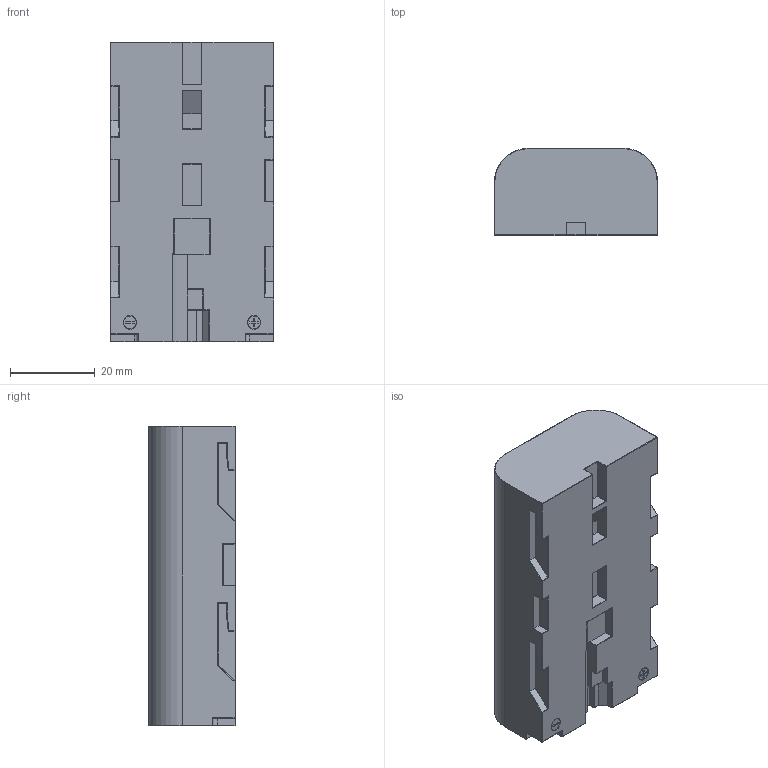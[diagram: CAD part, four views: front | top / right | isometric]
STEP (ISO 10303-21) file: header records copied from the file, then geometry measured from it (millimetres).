
FILE_DESCRIPTION(/* description */ (''),/* implementation_level */ '2;1');
FILE_NAME(/* name */ '5fcf324f5a8461160d5ac810',/* time_stamp */ '2020-12-08T07:59:12+00:00',/* author */ (''),/* organization */ (''),/* preprocessor_version */ 'ST-DEVELOPER v16.7',/* originating_system */ $,/* authorisation */ $);
FILE_SCHEMA (('AUTOMOTIVE_DESIGN {1 0 10303 214 3 1 1}'));
Length unit declared in the file: metre
Products named in the file (1): NP-F970
Bounding box: 38.5 x 20.5 x 70.7 mm (x, y, z)
Volume: 51565.7 mm3; surface area: 10180.1 mm2
Topology: 1 solids, 1 shells, 390 faces, 910 edges, 460 vertices
Faces by surface type: cylinder 190, plane 108, sphere 39, bspline 37, torus 14, cone 2
Full cylindrical faces by diameter (mm): 2.4 x2
Entity records: 10574 total; most frequent: CARTESIAN_POINT 2151, DIRECTION 1884, ORIENTED_EDGE 1656, EDGE_CURVE 828, AXIS2_PLACEMENT_3D 702, LINE 480, VECTOR 480, VERTEX_POINT 456
